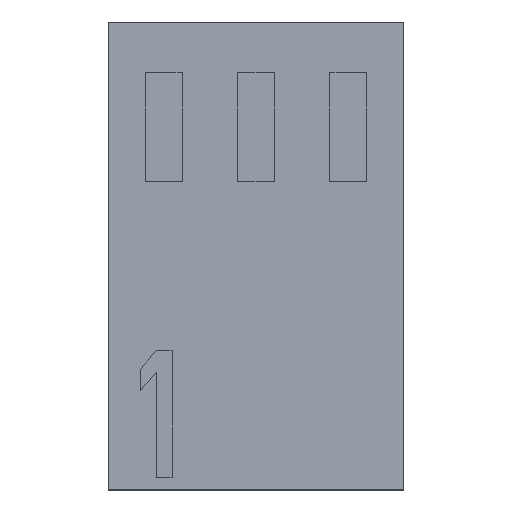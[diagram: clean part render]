
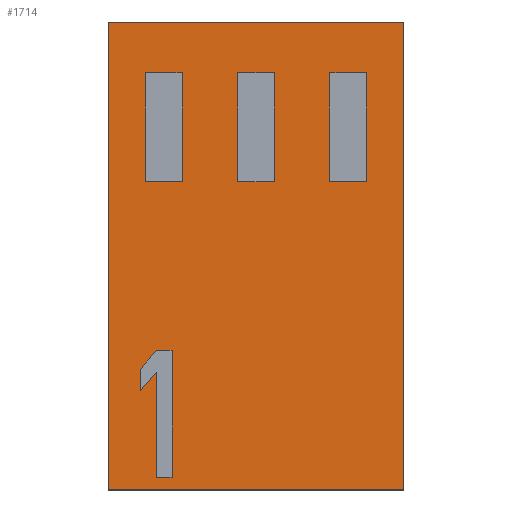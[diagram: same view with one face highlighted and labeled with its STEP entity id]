
A CAD part, top view. The second image highlights one B-rep face of the part: STEP entity #1714.
In plain terms, the highlighted planar face has unit normal (0, 0, 1).
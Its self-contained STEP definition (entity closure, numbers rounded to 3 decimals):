
#15=FACE_BOUND('',#124,.T.);
#16=FACE_BOUND('',#125,.T.);
#17=FACE_BOUND('',#126,.T.);
#18=FACE_BOUND('',#127,.T.);
#36=FACE_OUTER_BOUND('',#123,.T.);
#123=EDGE_LOOP('',(#1174,#1175,#1176,#1177));
#124=EDGE_LOOP('',(#1178,#1179,#1180,#1181,#1182,#1183,#1184));
#125=EDGE_LOOP('',(#1185,#1186,#1187,#1188));
#126=EDGE_LOOP('',(#1189,#1190,#1191,#1192));
#127=EDGE_LOOP('',(#1193,#1194,#1195,#1196));
#243=LINE('',#2398,#492);
#244=LINE('',#2400,#493);
#245=LINE('',#2402,#494);
#246=LINE('',#2403,#495);
#247=LINE('',#2406,#496);
#248=LINE('',#2408,#497);
#249=LINE('',#2410,#498);
#250=LINE('',#2412,#499);
#251=LINE('',#2414,#500);
#252=LINE('',#2416,#501);
#253=LINE('',#2417,#502);
#254=LINE('',#2420,#503);
#255=LINE('',#2422,#504);
#256=LINE('',#2424,#505);
#257=LINE('',#2425,#506);
#258=LINE('',#2428,#507);
#259=LINE('',#2430,#508);
#260=LINE('',#2432,#509);
#261=LINE('',#2433,#510);
#262=LINE('',#2436,#511);
#263=LINE('',#2438,#512);
#264=LINE('',#2440,#513);
#265=LINE('',#2441,#514);
#492=VECTOR('',#1960,12.9);
#493=VECTOR('',#1961,8.16);
#494=VECTOR('',#1962,12.9);
#495=VECTOR('',#1963,8.16);
#496=VECTOR('',#1964,3.5);
#497=VECTOR('',#1965,0.438);
#498=VECTOR('',#1966,2.904);
#499=VECTOR('',#1967,0.681);
#500=VECTOR('',#1968,0.596);
#501=VECTOR('',#1969,0.681);
#502=VECTOR('',#1970,0.438);
#503=VECTOR('',#1971,3.);
#504=VECTOR('',#1972,1.);
#505=VECTOR('',#1973,3.);
#506=VECTOR('',#1974,1.);
#507=VECTOR('',#1975,3.);
#508=VECTOR('',#1976,1.);
#509=VECTOR('',#1977,3.);
#510=VECTOR('',#1978,1.);
#511=VECTOR('',#1979,3.);
#512=VECTOR('',#1980,1.);
#513=VECTOR('',#1981,3.);
#514=VECTOR('',#1982,1.);
#731=VERTEX_POINT('',#2396);
#732=VERTEX_POINT('',#2397);
#733=VERTEX_POINT('',#2399);
#734=VERTEX_POINT('',#2401);
#735=VERTEX_POINT('',#2404);
#736=VERTEX_POINT('',#2405);
#737=VERTEX_POINT('',#2407);
#738=VERTEX_POINT('',#2409);
#739=VERTEX_POINT('',#2411);
#740=VERTEX_POINT('',#2413);
#741=VERTEX_POINT('',#2415);
#742=VERTEX_POINT('',#2418);
#743=VERTEX_POINT('',#2419);
#744=VERTEX_POINT('',#2421);
#745=VERTEX_POINT('',#2423);
#746=VERTEX_POINT('',#2426);
#747=VERTEX_POINT('',#2427);
#748=VERTEX_POINT('',#2429);
#749=VERTEX_POINT('',#2431);
#750=VERTEX_POINT('',#2434);
#751=VERTEX_POINT('',#2435);
#752=VERTEX_POINT('',#2437);
#753=VERTEX_POINT('',#2439);
#903=EDGE_CURVE('',#731,#732,#243,.T.);
#904=EDGE_CURVE('',#732,#733,#244,.T.);
#905=EDGE_CURVE('',#733,#734,#245,.T.);
#906=EDGE_CURVE('',#734,#731,#246,.T.);
#907=EDGE_CURVE('',#735,#736,#247,.T.);
#908=EDGE_CURVE('',#735,#737,#248,.T.);
#909=EDGE_CURVE('',#737,#738,#249,.T.);
#910=EDGE_CURVE('',#738,#739,#250,.T.);
#911=EDGE_CURVE('',#739,#740,#251,.T.);
#912=EDGE_CURVE('',#741,#740,#252,.T.);
#913=EDGE_CURVE('',#736,#741,#253,.T.);
#914=EDGE_CURVE('',#742,#743,#254,.T.);
#915=EDGE_CURVE('',#743,#744,#255,.T.);
#916=EDGE_CURVE('',#744,#745,#256,.T.);
#917=EDGE_CURVE('',#745,#742,#257,.T.);
#918=EDGE_CURVE('',#746,#747,#258,.T.);
#919=EDGE_CURVE('',#747,#748,#259,.T.);
#920=EDGE_CURVE('',#748,#749,#260,.T.);
#921=EDGE_CURVE('',#749,#746,#261,.T.);
#922=EDGE_CURVE('',#750,#751,#262,.T.);
#923=EDGE_CURVE('',#751,#752,#263,.T.);
#924=EDGE_CURVE('',#752,#753,#264,.T.);
#925=EDGE_CURVE('',#753,#750,#265,.T.);
#1174=ORIENTED_EDGE('',*,*,#903,.T.);
#1175=ORIENTED_EDGE('',*,*,#904,.T.);
#1176=ORIENTED_EDGE('',*,*,#905,.T.);
#1177=ORIENTED_EDGE('',*,*,#906,.T.);
#1178=ORIENTED_EDGE('',*,*,#907,.F.);
#1179=ORIENTED_EDGE('',*,*,#908,.T.);
#1180=ORIENTED_EDGE('',*,*,#909,.T.);
#1181=ORIENTED_EDGE('',*,*,#910,.T.);
#1182=ORIENTED_EDGE('',*,*,#911,.T.);
#1183=ORIENTED_EDGE('',*,*,#912,.F.);
#1184=ORIENTED_EDGE('',*,*,#913,.F.);
#1185=ORIENTED_EDGE('',*,*,#914,.T.);
#1186=ORIENTED_EDGE('',*,*,#915,.T.);
#1187=ORIENTED_EDGE('',*,*,#916,.T.);
#1188=ORIENTED_EDGE('',*,*,#917,.T.);
#1189=ORIENTED_EDGE('',*,*,#918,.T.);
#1190=ORIENTED_EDGE('',*,*,#919,.T.);
#1191=ORIENTED_EDGE('',*,*,#920,.T.);
#1192=ORIENTED_EDGE('',*,*,#921,.T.);
#1193=ORIENTED_EDGE('',*,*,#922,.T.);
#1194=ORIENTED_EDGE('',*,*,#923,.T.);
#1195=ORIENTED_EDGE('',*,*,#924,.T.);
#1196=ORIENTED_EDGE('',*,*,#925,.T.);
#1627=PLANE('',#1824);
#1714=ADVANCED_FACE('',(#36,#15,#16,#17,#18),#1627,.T.);
#1824=AXIS2_PLACEMENT_3D('',#2395,#1958,#1959);
#1958=DIRECTION('center_axis',(0.,0.,1.));
#1959=DIRECTION('ref_axis',(1.,0.,0.));
#1960=DIRECTION('',(0.,-1.,0.));
#1961=DIRECTION('',(1.,0.,0.));
#1962=DIRECTION('',(0.,1.,0.));
#1963=DIRECTION('',(-1.,0.,0.));
#1964=DIRECTION('',(0.,1.,0.));
#1965=DIRECTION('',(-1.,0.,0.));
#1966=DIRECTION('',(0.,1.,0.));
#1967=DIRECTION('',(-0.643,-0.766,0.));
#1968=DIRECTION('',(0.,1.,0.));
#1969=DIRECTION('',(-0.643,-0.766,0.));
#1970=DIRECTION('',(-1.,0.,0.));
#1971=DIRECTION('',(0.,1.,0.));
#1972=DIRECTION('',(1.,0.,0.));
#1973=DIRECTION('',(0.,-1.,0.));
#1974=DIRECTION('',(-1.,0.,0.));
#1975=DIRECTION('',(0.,1.,0.));
#1976=DIRECTION('',(1.,0.,0.));
#1977=DIRECTION('',(0.,-1.,0.));
#1978=DIRECTION('',(-1.,0.,0.));
#1979=DIRECTION('',(0.,1.,0.));
#1980=DIRECTION('',(1.,0.,0.));
#1981=DIRECTION('',(0.,-1.,0.));
#1982=DIRECTION('',(-1.,0.,0.));
#2395=CARTESIAN_POINT('Origin',(0.,-13.158,5.));
#2396=CARTESIAN_POINT('',(-4.08,0.,5.));
#2397=CARTESIAN_POINT('',(-4.08,-12.9,5.));
#2398=CARTESIAN_POINT('',(-4.08,0.,5.));
#2399=CARTESIAN_POINT('',(4.08,-12.9,5.));
#2400=CARTESIAN_POINT('',(-4.08,-12.9,5.));
#2401=CARTESIAN_POINT('',(4.08,0.,5.));
#2402=CARTESIAN_POINT('',(4.08,-12.9,5.));
#2403=CARTESIAN_POINT('',(4.08,0.,5.));
#2404=CARTESIAN_POINT('',(-2.315,-12.56,5.));
#2405=CARTESIAN_POINT('',(-2.315,-9.06,5.));
#2406=CARTESIAN_POINT('',(-2.315,-12.56,5.));
#2407=CARTESIAN_POINT('',(-2.753,-12.56,5.));
#2408=CARTESIAN_POINT('',(-2.753,-12.56,5.));
#2409=CARTESIAN_POINT('',(-2.753,-9.656,5.));
#2410=CARTESIAN_POINT('',(-2.753,-9.656,5.));
#2411=CARTESIAN_POINT('',(-3.19,-10.177,5.));
#2412=CARTESIAN_POINT('',(-3.19,-10.177,5.));
#2413=CARTESIAN_POINT('',(-3.19,-9.581,5.));
#2414=CARTESIAN_POINT('',(-3.19,-9.581,5.));
#2415=CARTESIAN_POINT('',(-2.753,-9.06,5.));
#2416=CARTESIAN_POINT('',(-2.753,-9.06,5.));
#2417=CARTESIAN_POINT('',(-2.315,-9.06,5.));
#2418=CARTESIAN_POINT('',(2.04,-4.4,5.));
#2419=CARTESIAN_POINT('',(2.04,-1.4,5.));
#2420=CARTESIAN_POINT('',(2.04,-1.4,5.));
#2421=CARTESIAN_POINT('',(3.04,-1.4,5.));
#2422=CARTESIAN_POINT('',(3.04,-1.4,5.));
#2423=CARTESIAN_POINT('',(3.04,-4.4,5.));
#2424=CARTESIAN_POINT('',(3.04,-4.4,5.));
#2425=CARTESIAN_POINT('',(2.04,-4.4,5.));
#2426=CARTESIAN_POINT('',(-0.5,-4.4,5.));
#2427=CARTESIAN_POINT('',(-0.5,-1.4,5.));
#2428=CARTESIAN_POINT('',(-0.5,-1.4,5.));
#2429=CARTESIAN_POINT('',(0.5,-1.4,5.));
#2430=CARTESIAN_POINT('',(0.5,-1.4,5.));
#2431=CARTESIAN_POINT('',(0.5,-4.4,5.));
#2432=CARTESIAN_POINT('',(0.5,-4.4,5.));
#2433=CARTESIAN_POINT('',(-0.5,-4.4,5.));
#2434=CARTESIAN_POINT('',(-3.04,-4.4,5.));
#2435=CARTESIAN_POINT('',(-3.04,-1.4,5.));
#2436=CARTESIAN_POINT('',(-3.04,-1.4,5.));
#2437=CARTESIAN_POINT('',(-2.04,-1.4,5.));
#2438=CARTESIAN_POINT('',(-2.04,-1.4,5.));
#2439=CARTESIAN_POINT('',(-2.04,-4.4,5.));
#2440=CARTESIAN_POINT('',(-2.04,-4.4,5.));
#2441=CARTESIAN_POINT('',(-3.04,-4.4,5.));
